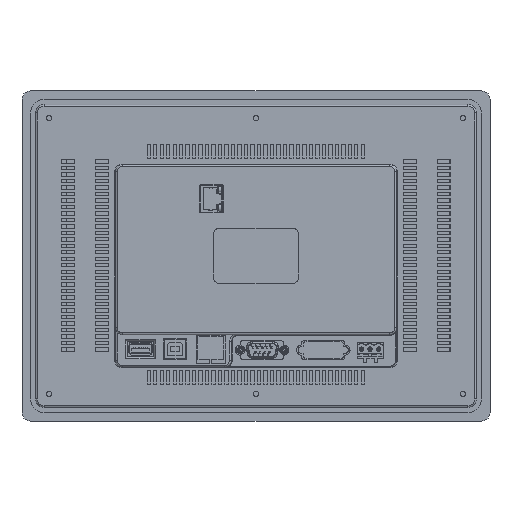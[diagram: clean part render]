
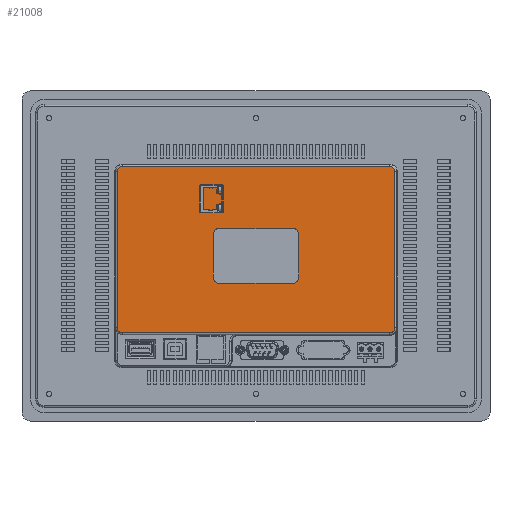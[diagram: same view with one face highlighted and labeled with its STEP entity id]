
A CAD part, top view. The second image highlights one B-rep face of the part: STEP entity #21008.
In plain terms, the highlighted face is planar.
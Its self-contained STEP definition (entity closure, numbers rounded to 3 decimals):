
#21008=ADVANCED_FACE('',(#59200,#59202),#59204,.T.);
#59200=FACE_BOUND('',#59201,.T.);
#59201=EDGE_LOOP('',(#86301,#86302,#86303,#86304,#86305,#86306,#86307,#86308));
#59202=FACE_BOUND('',#59203,.T.);
#59203=EDGE_LOOP('',(#86309,#86310,#86311,#86312,#86313,#86314,#86315,#86316));
#59204=PLANE('',#59205);
#59205=AXIS2_PLACEMENT_3D('',#59206,#59207,#59208);
#59206=CARTESIAN_POINT('',(0.,0.,-9.));
#59207=DIRECTION('',(0.,0.,-1.));
#59208=DIRECTION('',(0.,-1.,0.));
#86301=ORIENTED_EDGE('',*,*,#104080,.T.);
#86302=ORIENTED_EDGE('',*,*,#104081,.T.);
#86303=ORIENTED_EDGE('',*,*,#104082,.T.);
#86304=ORIENTED_EDGE('',*,*,#104083,.T.);
#86305=ORIENTED_EDGE('',*,*,#104084,.T.);
#86306=ORIENTED_EDGE('',*,*,#104085,.T.);
#86307=ORIENTED_EDGE('',*,*,#104086,.T.);
#86308=ORIENTED_EDGE('',*,*,#104087,.T.);
#86309=ORIENTED_EDGE('',*,*,#104088,.F.);
#86310=ORIENTED_EDGE('',*,*,#104089,.T.);
#86311=ORIENTED_EDGE('',*,*,#104090,.F.);
#86312=ORIENTED_EDGE('',*,*,#104091,.T.);
#86313=ORIENTED_EDGE('',*,*,#104092,.F.);
#86314=ORIENTED_EDGE('',*,*,#104093,.T.);
#86315=ORIENTED_EDGE('',*,*,#104094,.F.);
#86316=ORIENTED_EDGE('',*,*,#104095,.T.);
#104080=EDGE_CURVE('',#120685,#120686,#120687,.T.);
#104081=EDGE_CURVE('',#120686,#120688,#120689,.T.);
#104082=EDGE_CURVE('',#120688,#120690,#120691,.T.);
#104083=EDGE_CURVE('',#120690,#120692,#120693,.T.);
#104084=EDGE_CURVE('',#120692,#120694,#120695,.T.);
#104085=EDGE_CURVE('',#120694,#120696,#120697,.T.);
#104086=EDGE_CURVE('',#120696,#120698,#120699,.T.);
#104087=EDGE_CURVE('',#120698,#120685,#120700,.T.);
#104088=EDGE_CURVE('',#120701,#120702,#120703,.T.);
#104089=EDGE_CURVE('',#120701,#120704,#120705,.T.);
#104090=EDGE_CURVE('',#120706,#120704,#120707,.T.);
#104091=EDGE_CURVE('',#120706,#120708,#120709,.T.);
#104092=EDGE_CURVE('',#120710,#120708,#120711,.T.);
#104093=EDGE_CURVE('',#120710,#120712,#120713,.T.);
#104094=EDGE_CURVE('',#120714,#120712,#120715,.T.);
#104095=EDGE_CURVE('',#120714,#120702,#120716,.T.);
#120685=VERTEX_POINT('',#186356);
#120686=VERTEX_POINT('',#186357);
#120687=LINE('',#186358,#186359);
#120688=VERTEX_POINT('',#186361);
#120689=CIRCLE('',#186362,3.);
#120690=VERTEX_POINT('',#186366);
#120691=LINE('',#186367,#186368);
#120692=VERTEX_POINT('',#186370);
#120693=CIRCLE('',#186371,3.);
#120694=VERTEX_POINT('',#186375);
#120695=LINE('',#186376,#186377);
#120696=VERTEX_POINT('',#186379);
#120697=CIRCLE('',#186380,3.);
#120698=VERTEX_POINT('',#186384);
#120699=LINE('',#186385,#186386);
#120700=CIRCLE('',#186388,3.);
#120701=VERTEX_POINT('',#186392);
#120702=VERTEX_POINT('',#186393);
#120703=LINE('',#186394,#186395);
#120704=VERTEX_POINT('',#186397);
#120705=CIRCLE('',#186398,3.);
#120706=VERTEX_POINT('',#186402);
#120707=LINE('',#186403,#186404);
#120708=VERTEX_POINT('',#186406);
#120709=CIRCLE('',#186407,3.);
#120710=VERTEX_POINT('',#186411);
#120711=LINE('',#186412,#186413);
#120712=VERTEX_POINT('',#186415);
#120713=CIRCLE('',#186416,3.);
#120714=VERTEX_POINT('',#186420);
#120715=LINE('',#186421,#186422);
#120716=CIRCLE('',#186424,3.);
#186356=CARTESIAN_POINT('',(28.5,120.8,-9.));
#186357=CARTESIAN_POINT('',(185.5,120.8,-9.));
#186358=CARTESIAN_POINT('',(28.5,120.8,-9.));
#186359=VECTOR('',#186360,1.);
#186360=DIRECTION('',(1.,0.,0.));
#186361=CARTESIAN_POINT('',(188.5,117.8,-9.));
#186362=AXIS2_PLACEMENT_3D('',#186363,#186364,#186365);
#186363=CARTESIAN_POINT('',(185.5,117.8,-9.));
#186364=DIRECTION('',(0.,0.,-1.));
#186365=DIRECTION('',(0.,1.,0.));
#186366=CARTESIAN_POINT('',(188.5,26.,-9.));
#186367=CARTESIAN_POINT('',(188.5,117.8,-9.));
#186368=VECTOR('',#186369,1.);
#186369=DIRECTION('',(0.,-1.,0.));
#186370=CARTESIAN_POINT('',(185.5,23.,-9.));
#186371=AXIS2_PLACEMENT_3D('',#186372,#186373,#186374);
#186372=CARTESIAN_POINT('',(185.5,26.,-9.));
#186373=DIRECTION('',(0.,0.,-1.));
#186374=DIRECTION('',(1.,0.,0.));
#186375=CARTESIAN_POINT('',(28.5,23.,-9.));
#186376=CARTESIAN_POINT('',(185.5,23.,-9.));
#186377=VECTOR('',#186378,1.);
#186378=DIRECTION('',(-1.,0.,0.));
#186379=CARTESIAN_POINT('',(25.5,26.,-9.));
#186380=AXIS2_PLACEMENT_3D('',#186381,#186382,#186383);
#186381=CARTESIAN_POINT('',(28.5,26.,-9.));
#186382=DIRECTION('',(0.,0.,-1.));
#186383=DIRECTION('',(0.,-1.,0.));
#186384=CARTESIAN_POINT('',(25.5,117.8,-9.));
#186385=CARTESIAN_POINT('',(25.5,26.,-9.));
#186386=VECTOR('',#186387,1.);
#186387=DIRECTION('',(0.,1.,0.));
#186388=AXIS2_PLACEMENT_3D('',#186389,#186390,#186391);
#186389=CARTESIAN_POINT('',(28.5,117.8,-9.));
#186390=DIRECTION('',(0.,0.,-1.));
#186391=DIRECTION('',(-1.,0.,0.));
#186392=CARTESIAN_POINT('',(82.,62.5,-9.));
#186393=CARTESIAN_POINT('',(82.,88.5,-9.));
#186394=CARTESIAN_POINT('',(82.,62.5,-9.));
#186395=VECTOR('',#186396,1.);
#186396=DIRECTION('',(0.,1.,0.));
#186397=CARTESIAN_POINT('',(85.,59.5,-9.));
#186398=AXIS2_PLACEMENT_3D('',#186399,#186400,#186401);
#186399=CARTESIAN_POINT('',(85.,62.5,-9.));
#186400=DIRECTION('',(0.,0.,1.));
#186401=DIRECTION('',(-1.,0.,0.));
#186402=CARTESIAN_POINT('',(129.,59.5,-9.));
#186403=CARTESIAN_POINT('',(129.,59.5,-9.));
#186404=VECTOR('',#186405,1.);
#186405=DIRECTION('',(-1.,0.,0.));
#186406=CARTESIAN_POINT('',(132.,62.5,-9.));
#186407=AXIS2_PLACEMENT_3D('',#186408,#186409,#186410);
#186408=CARTESIAN_POINT('',(129.,62.5,-9.));
#186409=DIRECTION('',(0.,0.,1.));
#186410=DIRECTION('',(0.,-1.,0.));
#186411=CARTESIAN_POINT('',(132.,88.5,-9.));
#186412=CARTESIAN_POINT('',(132.,88.5,-9.));
#186413=VECTOR('',#186414,1.);
#186414=DIRECTION('',(0.,-1.,0.));
#186415=CARTESIAN_POINT('',(129.,91.5,-9.));
#186416=AXIS2_PLACEMENT_3D('',#186417,#186418,#186419);
#186417=CARTESIAN_POINT('',(129.,88.5,-9.));
#186418=DIRECTION('',(0.,0.,1.));
#186419=DIRECTION('',(1.,0.,0.));
#186420=CARTESIAN_POINT('',(85.,91.5,-9.));
#186421=CARTESIAN_POINT('',(85.,91.5,-9.));
#186422=VECTOR('',#186423,1.);
#186423=DIRECTION('',(1.,0.,0.));
#186424=AXIS2_PLACEMENT_3D('',#186425,#186426,#186427);
#186425=CARTESIAN_POINT('',(85.,88.5,-9.));
#186426=DIRECTION('',(0.,0.,1.));
#186427=DIRECTION('',(0.,1.,0.));
